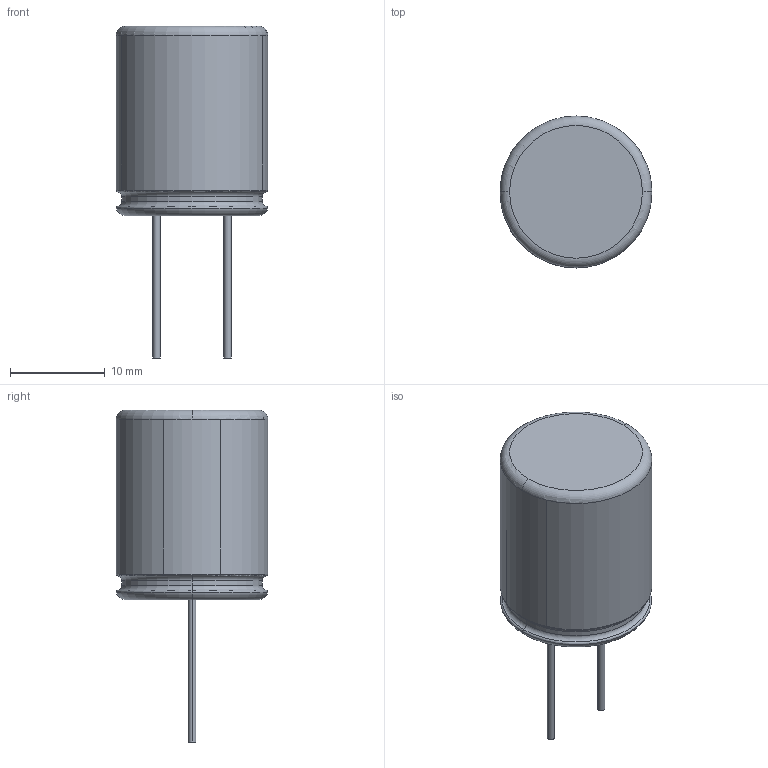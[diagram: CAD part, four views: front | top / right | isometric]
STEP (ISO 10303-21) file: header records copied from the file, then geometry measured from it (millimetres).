
FILE_DESCRIPTION (( 'STEP AP214' ), '1' );
FILE_NAME ('capacitor-vishay-22uF-100V-16x20.STEP', '2014-03-24T23:19:35', ( 'Edu' ), ( '' ), 'SwSTEP 2.0', 'SolidWorks 2013', '' );
FILE_SCHEMA (( 'AUTOMOTIVE_DESIGN' ));
Length unit declared in the file: millimetre
Products named in the file (1): capacitor-vishay-22uF-100V-16x20
Bounding box: 16 x 16 x 35 mm (x, y, z)
Volume: 3975.4 mm3; surface area: 1462.2 mm2
Topology: 1 solids, 1 shells, 27 faces, 57 edges, 34 vertices
Faces by surface type: torus 12, cylinder 11, plane 4
Entity records: 1006 total; most frequent: DIRECTION 159, CARTESIAN_POINT 119, ORIENTED_EDGE 114, AXIS2_PLACEMENT_3D 74, EDGE_CURVE 57, CIRCLE 46, VERTEX_POINT 34, EDGE_LOOP 29
